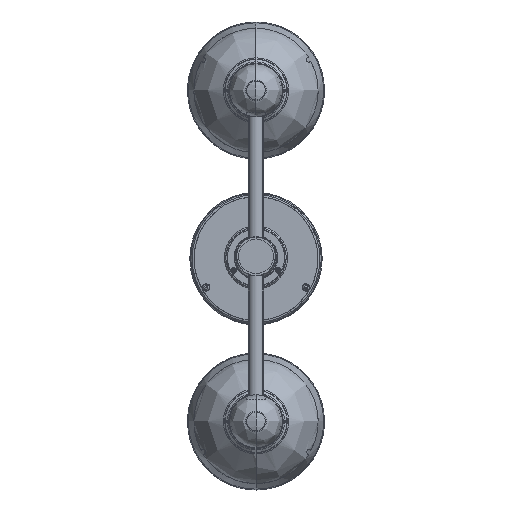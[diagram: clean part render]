
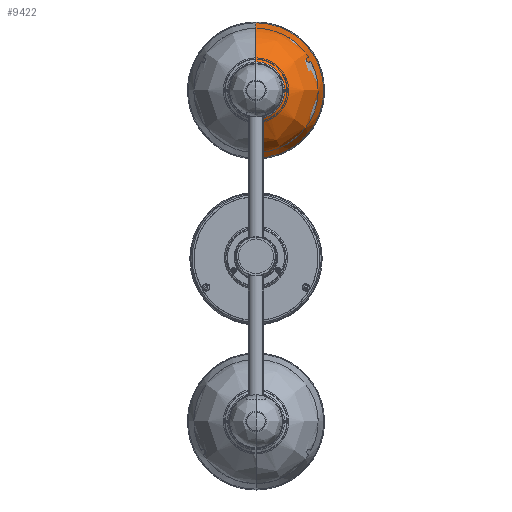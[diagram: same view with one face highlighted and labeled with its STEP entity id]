
A CAD part, top view. The second image highlights one B-rep face of the part: STEP entity #9422.
In plain terms, the highlighted free-form (B-spline) face has degree [3, 3] with [4, 4] control points.
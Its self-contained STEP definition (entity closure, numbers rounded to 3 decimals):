
#2003 = CARTESIAN_POINT ( 'NONE',  ( -242.131, -74.389, -121.065 ) ) ;
#2555 = CIRCLE ( 'NONE', #11248, 121.319 ) ;
#3157 = CIRCLE ( 'NONE', #8701, 50.994 ) ;
#5222 = CARTESIAN_POINT ( 'NONE',  ( -101.988, 27.832, -50.994 ) ) ;
#5526 = DIRECTION ( 'NONE',  ( 0., -1., 0. ) ) ;
#6728 = DIRECTION ( 'NONE',  ( 0., 0., -1. ) ) ;
#7821 = VERTEX_POINT ( 'NONE', #45631 ) ;
#8558 = CARTESIAN_POINT ( 'NONE',  ( 0., 27.832, 50.994 ) ) ;
#8701 = AXIS2_PLACEMENT_3D ( 'NONE', #12444, #5526, #27531 ) ;
#8925 = CARTESIAN_POINT ( 'NONE',  ( 0., -74.389, 121.065 ) ) ;
#9416 = CARTESIAN_POINT ( 'NONE',  ( -242.131, -74.389, 121.065 ) ) ;
#9422 = ADVANCED_FACE ( 'NONE', ( #28206 ), #27915, .T. ) ;
#10081 = AXIS2_PLACEMENT_3D ( 'NONE', #44672, #10822, #25915 ) ;
#10822 = DIRECTION ( 'NONE',  ( 1., 0., 0. ) ) ;
#11248 = AXIS2_PLACEMENT_3D ( 'NONE', #29321, #40913, #44370 ) ;
#12133 = CARTESIAN_POINT ( 'NONE',  ( -236.225, -28.912, -118.113 ) ) ;
#12386 = CARTESIAN_POINT ( 'NONE',  ( -184.691, 8.677, -92.346 ) ) ;
#12444 = CARTESIAN_POINT ( 'NONE',  ( 0., 27.832, 0. ) ) ;
#16331 = CARTESIAN_POINT ( 'NONE',  ( 0., 8.677, -92.346 ) ) ;
#17082 = CARTESIAN_POINT ( 'NONE',  ( 0., -74.389, -121.065 ) ) ;
#17453 = VERTEX_POINT ( 'NONE', #8558 ) ;
#18682 = VERTEX_POINT ( 'NONE', #32087 ) ;
#20030 = EDGE_CURVE ( 'NONE', #17453, #7821, #3157, .T. ) ;
#20061 = CARTESIAN_POINT ( 'NONE',  ( -236.225, -28.912, 118.113 ) ) ;
#20315 = CARTESIAN_POINT ( 'NONE',  ( 0., 27.832, -50.994 ) ) ;
#23547 = CARTESIAN_POINT ( 'NONE',  ( 0., -28.912, -118.113 ) ) ;
#24030 = CARTESIAN_POINT ( 'NONE',  ( -101.988, 27.832, 50.994 ) ) ;
#25915 = DIRECTION ( 'NONE',  ( 0., 0., -1. ) ) ;
#27371 = VERTEX_POINT ( 'NONE', #42430 ) ;
#27467 = CARTESIAN_POINT ( 'NONE',  ( 0., 27.832, 50.994 ) ) ;
#27531 = DIRECTION ( 'NONE',  ( 0., 0., -1. ) ) ;
#27915 =( BOUNDED_SURFACE ( )  B_SPLINE_SURFACE ( 3, 3, ( 
 ( #8925, #9416, #2003, #17082 ),
 ( #38582, #20061, #12133, #23547 ),
 ( #31189, #46237, #12386, #16331 ),
 ( #27467, #24030, #5222, #20315 ) ),
 .UNSPECIFIED., .F., .F., .T. ) 
 B_SPLINE_SURFACE_WITH_KNOTS ( ( 4, 4 ),
 ( 4, 4 ),
 ( 0., 1. ),
 ( 0., 1. ),
 .UNSPECIFIED. ) 
 GEOMETRIC_REPRESENTATION_ITEM ( )  RATIONAL_B_SPLINE_SURFACE ( (
 ( 1., 0.333, 0.333, 1.),
 ( 0.906, 0.302, 0.302, 0.906),
 ( 0.906, 0.302, 0.302, 0.906),
 ( 1., 0.333, 0.333, 1.) ) ) 
 REPRESENTATION_ITEM ( '' )  SURFACE ( )  );
#28206 = FACE_OUTER_BOUND ( 'NONE', #46200, .T. ) ;
#29321 = CARTESIAN_POINT ( 'NONE',  ( 0., -82.25, 0.001 ) ) ;
#31107 = DIRECTION ( 'NONE',  ( 0., 1., 0. ) ) ;
#31189 = CARTESIAN_POINT ( 'NONE',  ( 0., 8.677, 92.346 ) ) ;
#31404 = CIRCLE ( 'NONE', #10081, 121.319 ) ;
#32087 = CARTESIAN_POINT ( 'NONE',  ( 0., -74.389, -121.065 ) ) ;
#32226 = EDGE_CURVE ( 'NONE', #27371, #17453, #2555, .T. ) ;
#36798 = EDGE_CURVE ( 'NONE', #18682, #27371, #40737, .T. ) ;
#38582 = CARTESIAN_POINT ( 'NONE',  ( 0., -28.912, 118.113 ) ) ;
#39886 = ORIENTED_EDGE ( 'NONE', *, *, #36798, .T. ) ;
#40559 = CARTESIAN_POINT ( 'NONE',  ( 0., -74.389, 0. ) ) ;
#40737 = CIRCLE ( 'NONE', #46281, 121.065 ) ;
#40847 = EDGE_CURVE ( 'NONE', #18682, #7821, #31404, .T. ) ;
#40913 = DIRECTION ( 'NONE',  ( -1., 0., 0. ) ) ;
#41951 = ORIENTED_EDGE ( 'NONE', *, *, #32226, .T. ) ;
#42067 = ORIENTED_EDGE ( 'NONE', *, *, #20030, .T. ) ;
#42430 = CARTESIAN_POINT ( 'NONE',  ( 0., -74.389, 121.065 ) ) ;
#42995 = ORIENTED_EDGE ( 'NONE', *, *, #40847, .F. ) ;
#44370 = DIRECTION ( 'NONE',  ( 0., 0., 1. ) ) ;
#44672 = CARTESIAN_POINT ( 'NONE',  ( 0., -82.25, -0.001 ) ) ;
#45631 = CARTESIAN_POINT ( 'NONE',  ( 0., 27.832, -50.994 ) ) ;
#46200 = EDGE_LOOP ( 'NONE', ( #39886, #41951, #42067, #42995 ) ) ;
#46237 = CARTESIAN_POINT ( 'NONE',  ( -184.691, 8.677, 92.346 ) ) ;
#46281 = AXIS2_PLACEMENT_3D ( 'NONE', #40559, #31107, #6728 ) ;
